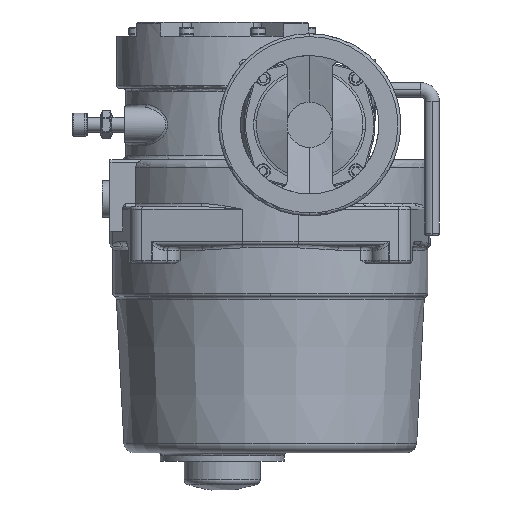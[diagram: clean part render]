
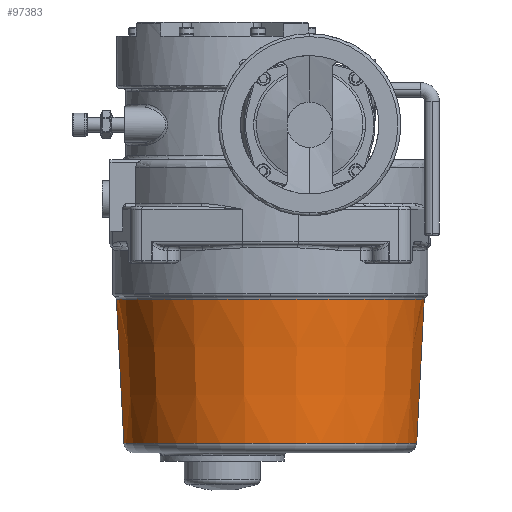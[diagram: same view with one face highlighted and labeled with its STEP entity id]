
A CAD part, front view. The second image highlights one B-rep face of the part: STEP entity #97383.
In plain terms, the highlighted conical face has half-angle 3 degrees and reference radius 105.597 mm.
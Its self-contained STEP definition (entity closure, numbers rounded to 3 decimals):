
#7520 = CARTESIAN_POINT ( 'NONE',  ( -72.597, -35., -190.064 ) ) ;
#11423 = EDGE_CURVE ( 'NONE', #79929, #52429, #131797, .T. ) ;
#14414 = AXIS2_PLACEMENT_3D ( 'NONE', #123633, #40011, #57657 ) ;
#15016 = CARTESIAN_POINT ( 'NONE',  ( -72.597, -35., -190.064 ) ) ;
#18535 = DIRECTION ( 'NONE',  ( -0.052, 0., 0.999 ) ) ;
#18813 = ORIENTED_EDGE ( 'NONE', *, *, #132628, .F. ) ;
#23630 = EDGE_LOOP ( 'NONE', ( #18813, #126445, #30928, #134019 ) ) ;
#24540 = CIRCLE ( 'NONE', #14414, 100.419 ) ;
#26723 = VERTEX_POINT ( 'NONE', #15016 ) ;
#29423 = AXIS2_PLACEMENT_3D ( 'NONE', #127498, #59287, #107746 ) ;
#30928 = ORIENTED_EDGE ( 'NONE', *, *, #11423, .T. ) ;
#33718 = CARTESIAN_POINT ( 'NONE',  ( 138.597, -35., -190.064 ) ) ;
#38921 = EDGE_CURVE ( 'NONE', #52429, #26723, #64289, .T. ) ;
#40011 = DIRECTION ( 'NONE',  ( 0., 0., 1. ) ) ;
#52429 = VERTEX_POINT ( 'NONE', #33718 ) ;
#57290 = VECTOR ( 'NONE', #18535, 1000. ) ;
#57657 = DIRECTION ( 'NONE',  ( 0., -1., 0. ) ) ;
#59148 = CARTESIAN_POINT ( 'NONE',  ( -67.419, -35., -288.866 ) ) ;
#59287 = DIRECTION ( 'NONE',  ( 0., 0., 1. ) ) ;
#62553 = AXIS2_PLACEMENT_3D ( 'NONE', #98842, #74652, #68106 ) ;
#64289 = CIRCLE ( 'NONE', #62553, 105.597 ) ;
#68106 = DIRECTION ( 'NONE',  ( 0., -1., 0. ) ) ;
#74652 = DIRECTION ( 'NONE',  ( 0., 0., -1. ) ) ;
#79076 = CARTESIAN_POINT ( 'NONE',  ( 138.597, -35., -190.064 ) ) ;
#79929 = VERTEX_POINT ( 'NONE', #89918 ) ;
#81968 = VERTEX_POINT ( 'NONE', #59148 ) ;
#89918 = CARTESIAN_POINT ( 'NONE',  ( 133.419, -35., -288.866 ) ) ;
#94930 = VECTOR ( 'NONE', #131899, 1000. ) ;
#97383 = ADVANCED_FACE ( 'NONE', ( #101088 ), #127051, .T. ) ;
#98842 = CARTESIAN_POINT ( 'NONE',  ( 33., -35., -190.064 ) ) ;
#101088 = FACE_OUTER_BOUND ( 'NONE', #23630, .T. ) ;
#107746 = DIRECTION ( 'NONE',  ( 1., 0., 0. ) ) ;
#115248 = LINE ( 'NONE', #7520, #57290 ) ;
#123633 = CARTESIAN_POINT ( 'NONE',  ( 33., -35., -288.866 ) ) ;
#125048 = EDGE_CURVE ( 'NONE', #81968, #79929, #24540, .T. ) ;
#126445 = ORIENTED_EDGE ( 'NONE', *, *, #125048, .T. ) ;
#127051 = CONICAL_SURFACE ( 'NONE', #29423, 105.597, 0.052 ) ;
#127498 = CARTESIAN_POINT ( 'NONE',  ( 33., -35., -190.064 ) ) ;
#131797 = LINE ( 'NONE', #79076, #94930 ) ;
#131899 = DIRECTION ( 'NONE',  ( 0.052, 0., 0.999 ) ) ;
#132628 = EDGE_CURVE ( 'NONE', #81968, #26723, #115248, .T. ) ;
#134019 = ORIENTED_EDGE ( 'NONE', *, *, #38921, .T. ) ;
